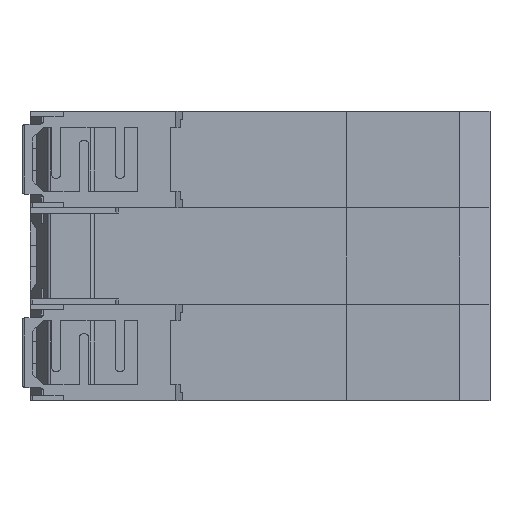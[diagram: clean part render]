
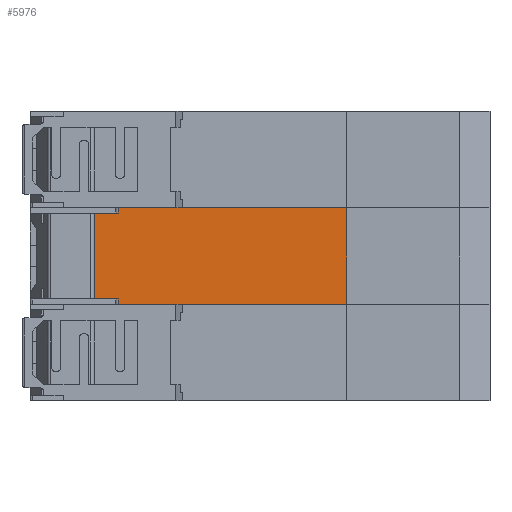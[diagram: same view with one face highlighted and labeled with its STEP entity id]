
A CAD part, front view. The second image highlights one B-rep face of the part: STEP entity #5976.
In plain terms, the highlighted planar face has unit normal (0, -1, 0).
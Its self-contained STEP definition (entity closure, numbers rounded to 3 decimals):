
#707=DIRECTION('',(-1.,0.,0.));
#708=VECTOR('',#707,45.67);
#709=CARTESIAN_POINT('',(47.027,-9.4,18.));
#710=LINE('',#709,#708);
#948=DIRECTION('',(1.,0.,0.));
#949=VECTOR('',#948,45.67);
#950=CARTESIAN_POINT('',(1.357,-9.4,0.));
#951=LINE('',#950,#949);
#1231=DIRECTION('',(-1.,0.,0.));
#1232=VECTOR('',#1231,4.5);
#1233=CARTESIAN_POINT('',(1.357,-9.4,17.));
#1234=LINE('',#1233,#1232);
#1267=DIRECTION('',(0.,0.,-1.));
#1268=VECTOR('',#1267,16.);
#1269=CARTESIAN_POINT('',(-3.143,-9.4,17.));
#1270=LINE('',#1269,#1268);
#1279=DIRECTION('',(0.,0.,-1.));
#1280=VECTOR('',#1279,18.);
#1281=CARTESIAN_POINT('',(47.027,-9.4,18.));
#1282=LINE('',#1281,#1280);
#1307=DIRECTION('',(0.,0.,-1.));
#1308=VECTOR('',#1307,1.);
#1309=CARTESIAN_POINT('',(1.357,-9.4,1.));
#1310=LINE('',#1309,#1308);
#1319=DIRECTION('',(1.,0.,0.));
#1320=VECTOR('',#1319,4.5);
#1321=CARTESIAN_POINT('',(-3.143,-9.4,1.));
#1322=LINE('',#1321,#1320);
#1512=DIRECTION('',(0.,0.,-1.));
#1513=VECTOR('',#1512,1.);
#1514=CARTESIAN_POINT('',(1.357,-9.4,18.));
#1515=LINE('',#1514,#1513);
#3595=CARTESIAN_POINT('',(1.357,-9.4,0.));
#3596=VERTEX_POINT('',#3595);
#3597=CARTESIAN_POINT('',(47.027,-9.4,0.));
#3598=VERTEX_POINT('',#3597);
#3751=CARTESIAN_POINT('',(47.027,-9.4,18.));
#3752=VERTEX_POINT('',#3751);
#3753=CARTESIAN_POINT('',(1.357,-9.4,18.));
#3754=VERTEX_POINT('',#3753);
#3976=CARTESIAN_POINT('',(1.357,-9.4,1.));
#3977=VERTEX_POINT('',#3976);
#3978=CARTESIAN_POINT('',(-3.143,-9.4,1.));
#3979=VERTEX_POINT('',#3978);
#3980=CARTESIAN_POINT('',(-3.143,-9.4,17.));
#3981=VERTEX_POINT('',#3980);
#3982=CARTESIAN_POINT('',(1.357,-9.4,17.));
#3983=VERTEX_POINT('',#3982);
#5957=CARTESIAN_POINT('',(47.127,-9.4,0.));
#5958=DIRECTION('',(0.,-1.,0.));
#5959=DIRECTION('',(0.,0.,-1.));
#5960=AXIS2_PLACEMENT_3D('',#5957,#5958,#5959);
#5961=PLANE('',#5960);
#5962=ORIENTED_EDGE('',*,*,#5336,.F.);
#5964=ORIENTED_EDGE('',*,*,#5963,.T.);
#5965=ORIENTED_EDGE('',*,*,#5521,.F.);
#5967=ORIENTED_EDGE('',*,*,#5966,.F.);
#5969=ORIENTED_EDGE('',*,*,#5968,.F.);
#5970=ORIENTED_EDGE('',*,*,#5926,.F.);
#5971=ORIENTED_EDGE('',*,*,#5839,.F.);
#5973=ORIENTED_EDGE('',*,*,#5972,.F.);
#5974=EDGE_LOOP('',(#5962,#5964,#5965,#5967,#5969,#5970,#5971,#5973));
#5975=FACE_OUTER_BOUND('',#5974,.F.);
#5336=EDGE_CURVE('',#3752,#3754,#710,.T.);
#5521=EDGE_CURVE('',#3596,#3598,#951,.T.);
#5839=EDGE_CURVE('',#3983,#3981,#1234,.T.);
#5926=EDGE_CURVE('',#3981,#3979,#1270,.T.);
#5963=EDGE_CURVE('',#3752,#3598,#1282,.T.);
#5966=EDGE_CURVE('',#3977,#3596,#1310,.T.);
#5968=EDGE_CURVE('',#3979,#3977,#1322,.T.);
#5972=EDGE_CURVE('',#3754,#3983,#1515,.T.);
#5976=ADVANCED_FACE('',(#5975),#5961,.T.);
